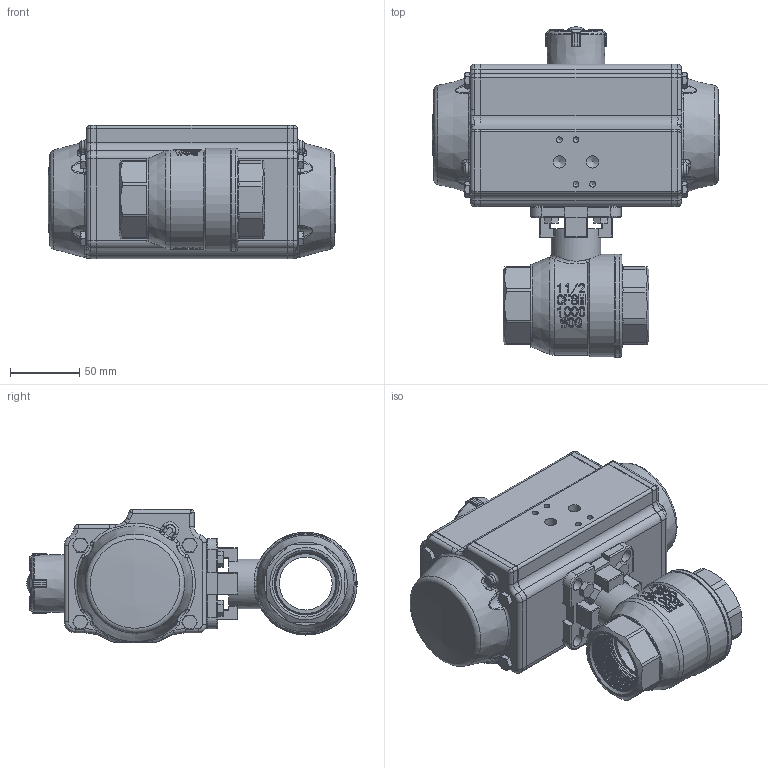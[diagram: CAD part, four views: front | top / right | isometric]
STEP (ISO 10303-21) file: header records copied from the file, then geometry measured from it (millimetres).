
FILE_DESCRIPTION(/* description */ ('Unknown'),/* implementation_level */ '2;1');
FILE_NAME(/* name */ 'FR03 9650-08',/* time_stamp */ '2022-10-24T10:58:55+02:00',/* author */ ('Unknown'),/* organization */ ('Unknown'),/* preprocessor_version */ 'ST-DEVELOPER v16.7',/* originating_system */ 'Solid Edge',/* authorisation */ 'Unknown');
FILE_SCHEMA (('AUTOMOTIVE_DESIGN {1 0 10303 214 3 1 1}'));
Products named in the file (12): FR52-8.650.040; 8.650.040; 1.5-1000WOG DN40 ____; DIN558_M_6x16.1.3; DW04_FR03_(DW70_FR52); ____; ________(___________; _____________; ______; hex head bolts-full thread grade c gb_GB_FASTENER_BOLT_HHBFTC M6X20-N; cup head nib bolts with large head gb_GB_FASTENER_BOLT_CHNBW M6X25-N; KP-75
Assembly tree (23 placements, depth 4):
  FR52-8.650.040
    8.650.040
      1.5-1000WOG DN40 ____
    DIN558_M_6x16.1.3  x4
    DW04_FR03_(DW70_FR52)
      ____
        ________(___________  x2
        _____________  x2
        ______
      hex head bolts-full thread grade c gb_GB_FASTENER_BOLT_HHBFTC M6X20-N  x8
      cup head nib bolts with large head gb_GB_FASTENER_BOLT_CHNBW M6X25-N
      KP-75
Bounding box: 206.95 x 237.91 x 96 mm (x, y, z)
Volume: 1854319.9 mm3; surface area: 174903.3 mm2
Topology: 20 solids, 20 shells, 1487 faces, 3825 edges, 2429 vertices
Faces by surface type: plane 548, cylinder 414, bspline 241, cone 152, torus 107, sphere 25
Full cylindrical faces by diameter (mm): 3 x18, 3.3 x8, 4.2 x8, 4.66 x1, 5 x13, 6 x13, 6.2 x1, 6.8 x4, 7 x4, 8.8 x2, 9 x4, 16 x1, 21.8 x1, 24.6 x1, 32 x2, 36 x1, 38 x1, 38.5 x1, 40 x1, 43.478 x2, 59.8 x1, 74 x1, 74.036 x1
Entity records: 79749 total; most frequent: CARTESIAN_POINT 52320, ORIENTED_EDGE 5808, DIRECTION 5146, EDGE_CURVE 2904, VERTEX_POINT 1989, AXIS2_PLACEMENT_3D 1978, FACE_BOUND 1453, EDGE_LOOP 1426
